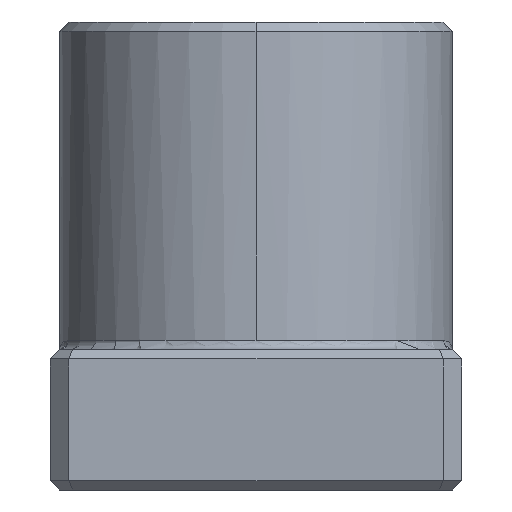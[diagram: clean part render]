
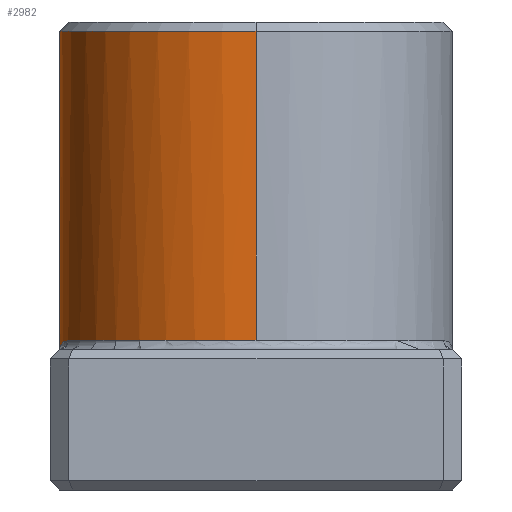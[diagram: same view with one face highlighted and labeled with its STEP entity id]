
A CAD part, left-side view. The second image highlights one B-rep face of the part: STEP entity #2982.
In plain terms, the highlighted cylindrical face has radius 21 mm (diameter 42 mm), a partial arc.
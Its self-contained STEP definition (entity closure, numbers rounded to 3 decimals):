
#25 = VERTEX_POINT ( 'NONE', #300 ) ;
#117 = CARTESIAN_POINT ( 'NONE',  ( 2.627, 20.842, 15.566 ) ) ;
#174 = CARTESIAN_POINT ( 'NONE',  ( 0., 21., 15. ) ) ;
#184 = CARTESIAN_POINT ( 'NONE',  ( -4.189, 20.585, 15.837 ) ) ;
#199 = CARTESIAN_POINT ( 'NONE',  ( 21., 0., 16. ) ) ;
#233 = CIRCLE ( 'NONE', #1241, 21. ) ;
#300 = CARTESIAN_POINT ( 'NONE',  ( 6.259, 20.045, 16. ) ) ;
#305 = VECTOR ( 'NONE', #1564, 1000. ) ;
#327 = EDGE_CURVE ( 'NONE', #25, #840, #958, .T. ) ;
#349 = CARTESIAN_POINT ( 'NONE',  ( 1.314, 20.96, 15.291 ) ) ;
#404 = B_SPLINE_CURVE_WITH_KNOTS ( 'NONE', 3,
 ( #174, #651, #2979, #1579, #184, #1822, #417, #2054 ),
 .UNSPECIFIED., .F., .F.,
 ( 4, 2, 2, 4 ),
 ( 0., 0.003, 0.005, 0.006 ),
 .UNSPECIFIED. ) ;
#417 = CARTESIAN_POINT ( 'NONE',  ( -5.741, 20.207, 16. ) ) ;
#446 = VECTOR ( 'NONE', #2943, 1000. ) ;
#496 = DIRECTION ( 'NONE',  ( 0., 0., -1. ) ) ;
#557 = AXIS2_PLACEMENT_3D ( 'NONE', #1427, #496, #2128 ) ;
#595 = CARTESIAN_POINT ( 'NONE',  ( 0.526, 20.995, 15.117 ) ) ;
#639 = CARTESIAN_POINT ( 'NONE',  ( -6.259, 20.045, 16. ) ) ;
#651 = CARTESIAN_POINT ( 'NONE',  ( -1.052, 21., 15.235 ) ) ;
#701 = AXIS2_PLACEMENT_3D ( 'NONE', #2530, #1141, #2764 ) ;
#717 = VERTEX_POINT ( 'NONE', #2337 ) ;
#719 = CIRCLE ( 'NONE', #701, 21. ) ;
#814 = CARTESIAN_POINT ( 'NONE',  ( 6.259, 20.045, 16. ) ) ;
#840 = VERTEX_POINT ( 'NONE', #2895 ) ;
#900 = EDGE_CURVE ( 'NONE', #1199, #2742, #2622, .T. ) ;
#924 = VERTEX_POINT ( 'NONE', #2920 ) ;
#958 = B_SPLINE_CURVE_WITH_KNOTS ( 'NONE', 3,
 ( #814, #2213, #1294, #2911, #1511, #117, #1757, #349, #1985, #595, #2230, #1517 ),
 .UNSPECIFIED., .F., .F.,
 ( 4, 2, 2, 2, 2, 4 ),
 ( 0., 0.002, 0.003, 0.005, 0.006, 0.006 ),
 .UNSPECIFIED. ) ;
#1141 = DIRECTION ( 'NONE',  ( 0., 0., 1. ) ) ;
#1156 = AXIS2_PLACEMENT_3D ( 'NONE', #1308, #2925, #1570 ) ;
#1199 = VERTEX_POINT ( 'NONE', #639 ) ;
#1235 = ORIENTED_EDGE ( 'NONE', *, *, #2831, .T. ) ;
#1241 = AXIS2_PLACEMENT_3D ( 'NONE', #2771, #1370, #3008 ) ;
#1294 = CARTESIAN_POINT ( 'NONE',  ( 5.225, 20.347, 15.959 ) ) ;
#1308 = CARTESIAN_POINT ( 'NONE',  ( 0., 0., 16. ) ) ;
#1319 = CARTESIAN_POINT ( 'NONE',  ( 21., 0., 50. ) ) ;
#1370 = DIRECTION ( 'NONE',  ( 0., 0., -1. ) ) ;
#1427 = CARTESIAN_POINT ( 'NONE',  ( 0., 0., 50. ) ) ;
#1474 = LINE ( 'NONE', #2960, #305 ) ;
#1511 = CARTESIAN_POINT ( 'NONE',  ( 3.67, 20.684, 15.754 ) ) ;
#1517 = CARTESIAN_POINT ( 'NONE',  ( 0., 21., 15. ) ) ;
#1564 = DIRECTION ( 'NONE',  ( 0., 0., -1. ) ) ;
#1570 = DIRECTION ( 'NONE',  ( 1., 0., 0. ) ) ;
#1579 = CARTESIAN_POINT ( 'NONE',  ( -3.67, 20.684, 15.754 ) ) ;
#1582 = CYLINDRICAL_SURFACE ( 'NONE', #557, 21. ) ;
#1606 = ORIENTED_EDGE ( 'NONE', *, *, #900, .T. ) ;
#1643 = EDGE_CURVE ( 'NONE', #717, #2832, #1767, .T. ) ;
#1757 = CARTESIAN_POINT ( 'NONE',  ( 2.103, 20.901, 15.459 ) ) ;
#1767 = LINE ( 'NONE', #1319, #446 ) ;
#1822 = CARTESIAN_POINT ( 'NONE',  ( -5.225, 20.347, 15.959 ) ) ;
#1861 = ORIENTED_EDGE ( 'NONE', *, *, #2307, .F. ) ;
#1913 = ORIENTED_EDGE ( 'NONE', *, *, #2376, .T. ) ;
#1985 = CARTESIAN_POINT ( 'NONE',  ( 1.052, 20.975, 15.234 ) ) ;
#2054 = CARTESIAN_POINT ( 'NONE',  ( -6.259, 20.045, 16. ) ) ;
#2128 = DIRECTION ( 'NONE',  ( -1., 0., 0. ) ) ;
#2210 = FACE_OUTER_BOUND ( 'NONE', #2914, .T. ) ;
#2213 = CARTESIAN_POINT ( 'NONE',  ( 5.741, 20.207, 16. ) ) ;
#2230 = CARTESIAN_POINT ( 'NONE',  ( 0.261, 21., 15.058 ) ) ;
#2307 = EDGE_CURVE ( 'NONE', #924, #2742, #1474, .T. ) ;
#2337 = CARTESIAN_POINT ( 'NONE',  ( 21., 0., 49. ) ) ;
#2354 = ORIENTED_EDGE ( 'NONE', *, *, #1643, .T. ) ;
#2376 = EDGE_CURVE ( 'NONE', #840, #1199, #404, .T. ) ;
#2414 = EDGE_CURVE ( 'NONE', #2832, #25, #719, .T. ) ;
#2478 = ORIENTED_EDGE ( 'NONE', *, *, #2414, .T. ) ;
#2507 = CARTESIAN_POINT ( 'NONE',  ( -21., 0., 16. ) ) ;
#2530 = CARTESIAN_POINT ( 'NONE',  ( 0., 0., 16. ) ) ;
#2580 = ORIENTED_EDGE ( 'NONE', *, *, #327, .T. ) ;
#2622 = CIRCLE ( 'NONE', #1156, 21. ) ;
#2742 = VERTEX_POINT ( 'NONE', #2507 ) ;
#2764 = DIRECTION ( 'NONE',  ( 1., 0., 0. ) ) ;
#2771 = CARTESIAN_POINT ( 'NONE',  ( 0., 0., 49. ) ) ;
#2831 = EDGE_CURVE ( 'NONE', #924, #717, #233, .T. ) ;
#2832 = VERTEX_POINT ( 'NONE', #199 ) ;
#2895 = CARTESIAN_POINT ( 'NONE',  ( 0., 21., 15. ) ) ;
#2911 = CARTESIAN_POINT ( 'NONE',  ( 4.189, 20.585, 15.837 ) ) ;
#2914 = EDGE_LOOP ( 'NONE', ( #1235, #2354, #2478, #2580, #1913, #1606, #1861 ) ) ;
#2920 = CARTESIAN_POINT ( 'NONE',  ( -21., 0., 49. ) ) ;
#2925 = DIRECTION ( 'NONE',  ( 0., 0., 1. ) ) ;
#2943 = DIRECTION ( 'NONE',  ( 0., 0., -1. ) ) ;
#2960 = CARTESIAN_POINT ( 'NONE',  ( -21., 0., 50. ) ) ;
#2979 = CARTESIAN_POINT ( 'NONE',  ( -2.106, 20.921, 15.471 ) ) ;
#2982 = ADVANCED_FACE ( 'NONE', ( #2210 ), #1582, .T. ) ;
#3008 = DIRECTION ( 'NONE',  ( 1., 0., 0. ) ) ;
